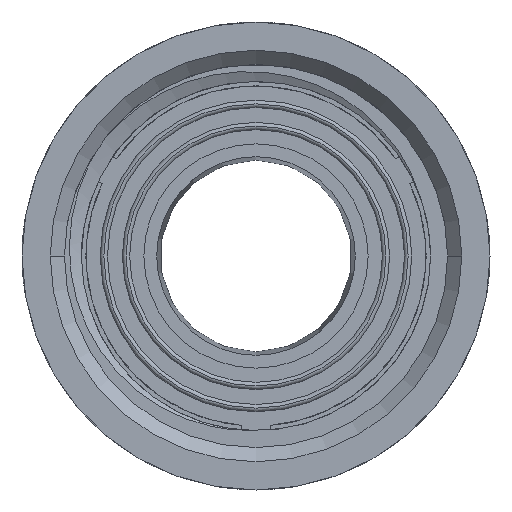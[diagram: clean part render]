
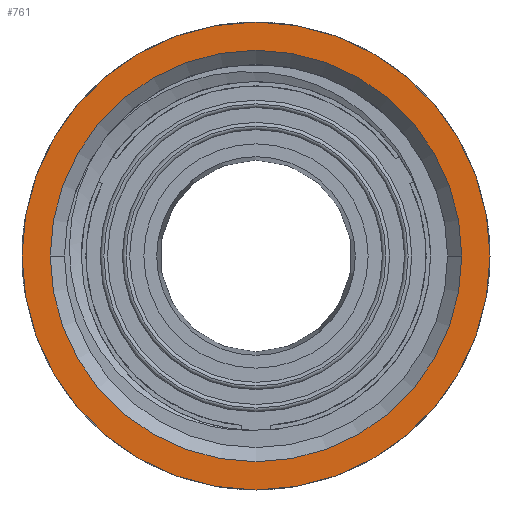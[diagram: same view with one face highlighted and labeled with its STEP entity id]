
A CAD part, front view. The second image highlights one B-rep face of the part: STEP entity #761.
In plain terms, the highlighted planar face has unit normal (0, -1, 0).
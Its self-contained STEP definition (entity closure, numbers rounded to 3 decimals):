
#518=PLANE('',#4484);
#761=ADVANCED_FACE('',(#1605,#1606),#518,.F.);
#1440=CIRCLE('',#4424,14.509);
#1449=CIRCLE('',#4437,16.5);
#1479=CIRCLE('',#4482,14.509);
#1480=CIRCLE('',#4483,16.5);
#1605=FACE_BOUND('',#1842,.T.);
#1606=FACE_BOUND('',#1843,.T.);
#1842=EDGE_LOOP('',(#2977,#2978));
#1843=EDGE_LOOP('',(#2979,#2980));
#2977=ORIENTED_EDGE('',*,*,#3999,.T.);
#2978=ORIENTED_EDGE('',*,*,#4111,.T.);
#2979=ORIENTED_EDGE('',*,*,#4112,.F.);
#2980=ORIENTED_EDGE('',*,*,#4015,.F.);
#3502=VERTEX_POINT('',#7459);
#3503=VERTEX_POINT('',#7461);
#3516=VERTEX_POINT('',#7508);
#3517=VERTEX_POINT('',#7510);
#3999=EDGE_CURVE('',#3503,#3502,#1440,.T.);
#4015=EDGE_CURVE('',#3516,#3517,#1449,.T.);
#4111=EDGE_CURVE('',#3502,#3503,#1479,.T.);
#4112=EDGE_CURVE('',#3517,#3516,#1480,.T.);
#4424=AXIS2_PLACEMENT_3D('',#7460,#5155,#5156);
#4437=AXIS2_PLACEMENT_3D('',#7509,#5187,#5188);
#4482=AXIS2_PLACEMENT_3D('',#9337,#5314,#5315);
#4483=AXIS2_PLACEMENT_3D('',#9338,#5316,#5317);
#4484=AXIS2_PLACEMENT_3D('',#9339,#5318,#5319);
#5155=DIRECTION('',(0.,1.,0.));
#5156=DIRECTION('',(1.,0.,0.));
#5187=DIRECTION('',(0.,1.,0.));
#5188=DIRECTION('',(1.,0.,0.));
#5314=DIRECTION('',(0.,1.,0.));
#5315=DIRECTION('',(1.,0.,0.));
#5316=DIRECTION('',(0.,1.,0.));
#5317=DIRECTION('',(1.,0.,0.));
#5318=DIRECTION('',(0.,1.,0.));
#5319=DIRECTION('',(1.,0.,0.));
#7459=CARTESIAN_POINT('',(-2212.444,2110.176,0.));
#7460=CARTESIAN_POINT('',(-2226.952,2110.176,0.));
#7461=CARTESIAN_POINT('',(-2241.461,2110.176,0.));
#7508=CARTESIAN_POINT('',(-2210.452,2110.176,0.));
#7509=CARTESIAN_POINT('',(-2226.952,2110.176,0.));
#7510=CARTESIAN_POINT('',(-2243.452,2110.176,0.));
#9337=CARTESIAN_POINT('',(-2226.952,2110.176,0.));
#9338=CARTESIAN_POINT('',(-2226.952,2110.176,0.));
#9339=CARTESIAN_POINT('',(-2226.952,2110.176,0.));
